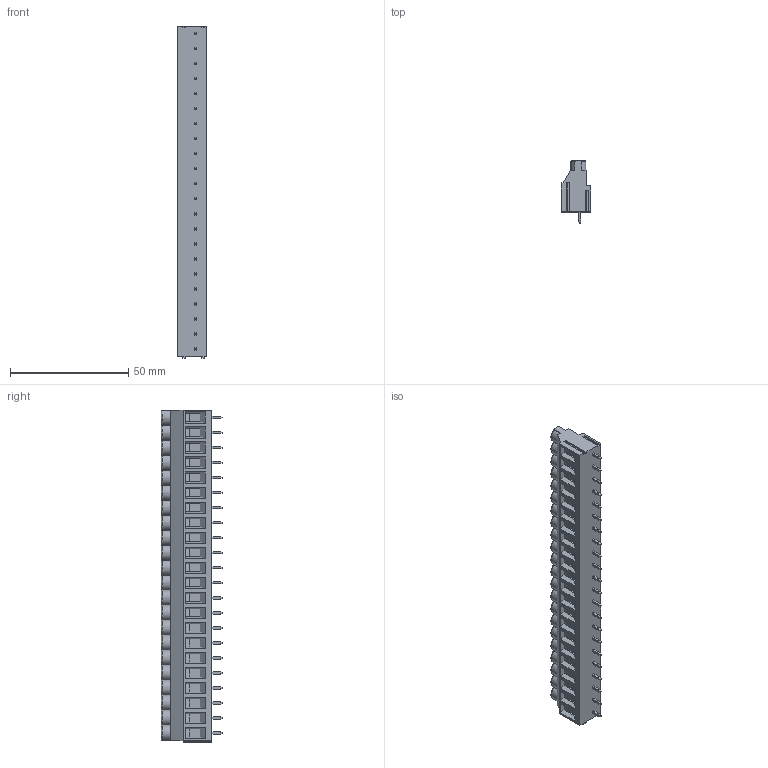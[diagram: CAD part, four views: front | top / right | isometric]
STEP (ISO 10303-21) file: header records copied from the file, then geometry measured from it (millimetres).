
FILE_DESCRIPTION((''),'2;1');
FILE_NAME('TL901V-XXP-XC','2024-12-11T',('yanfa'),(''),'PRO/ENGINEER BY PARAMETRIC TECHNOLOGY CORPORATION, 2009280','PRO/ENGINEER BY PARAMETRIC TECHNOLOGY CORPORATION, 2009280','');
FILE_SCHEMA(('AUTOMOTIVE_DESIGN_CC2 { 1 2 10303 214 -1 1 5 2 }'));
Length unit declared in the file: millimetre
Products named in the file (1): TL901V-XXP-XC
Bounding box: 12.5 x 26.1 x 140.3 mm (x, y, z)
Volume: 27351.7 mm3; surface area: 12362.1 mm2
Topology: 1 solids, 1 shells, 1255 faces, 3209 edges, 2022 vertices
Faces by surface type: plane 800, cylinder 279, torus 88, cone 88
Entity records: 38059 total; most frequent: CARTESIAN_POINT 7492, ORIENTED_EDGE 6418, DIRECTION 6189, EDGE_CURVE 3209, VECTOR 2387, LINE 2387, VERTEX_POINT 2022, AXIS2_PLACEMENT_3D 1901
